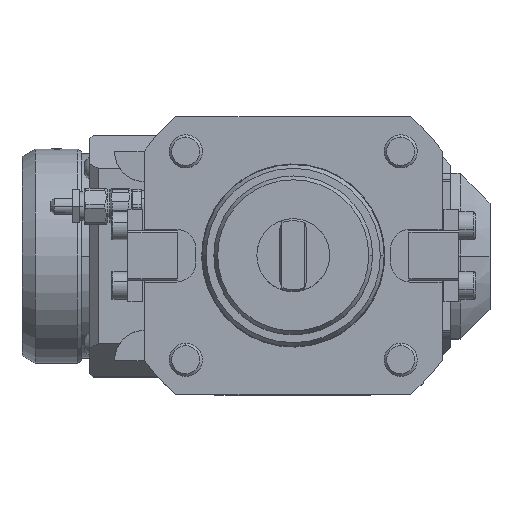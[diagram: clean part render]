
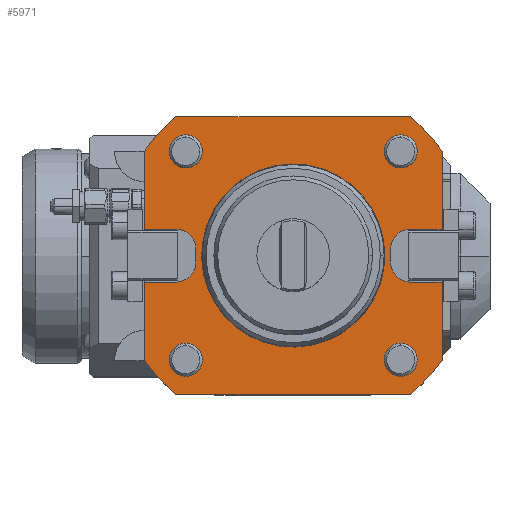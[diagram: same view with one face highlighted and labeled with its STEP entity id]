
A CAD part, top view. The second image highlights one B-rep face of the part: STEP entity #5971.
In plain terms, the highlighted planar face has unit normal (0, 0, 1).
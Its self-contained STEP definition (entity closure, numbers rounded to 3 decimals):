
#3590=CARTESIAN_POINT('',(45.,-8.,-0.));
#3591=VERTEX_POINT('',#3590);
#3598=CARTESIAN_POINT('',(45.,-31.623,-0.));
#3599=VERTEX_POINT('',#3598);
#3600=CARTESIAN_POINT('',(45.,-8.,-0.));
#3601=DIRECTION('',(0.,-1.,-0.));
#3602=VECTOR('',#3601,23.623);
#3603=LINE('',#3600,#3602);
#3604=EDGE_CURVE('',#3591,#3599,#3603,.T.);
#3645=CARTESIAN_POINT('',(45.,31.623,-0.));
#3646=VERTEX_POINT('',#3645);
#3653=CARTESIAN_POINT('',(45.,8.,-0.));
#3654=VERTEX_POINT('',#3653);
#3655=CARTESIAN_POINT('',(45.,31.623,-0.));
#3656=DIRECTION('',(0.,-1.,-0.));
#3657=VECTOR('',#3656,23.623);
#3658=LINE('',#3655,#3657);
#3659=EDGE_CURVE('',#3646,#3654,#3658,.T.);
#4580=CARTESIAN_POINT('',(-45.,8.,0.));
#4581=VERTEX_POINT('',#4580);
#4588=CARTESIAN_POINT('',(-45.,31.623,0.));
#4589=VERTEX_POINT('',#4588);
#4590=CARTESIAN_POINT('',(-45.,8.,0.));
#4591=DIRECTION('',(0.,1.,0.));
#4592=VECTOR('',#4591,23.623);
#4593=LINE('',#4590,#4592);
#4594=EDGE_CURVE('',#4581,#4589,#4593,.T.);
#4635=CARTESIAN_POINT('',(-45.,-31.623,0.));
#4636=VERTEX_POINT('',#4635);
#4643=CARTESIAN_POINT('',(-45.,-8.,0.));
#4644=VERTEX_POINT('',#4643);
#4645=CARTESIAN_POINT('',(-45.,-31.623,0.));
#4646=DIRECTION('',(0.,1.,0.));
#4647=VECTOR('',#4646,23.623);
#4648=LINE('',#4645,#4647);
#4649=EDGE_CURVE('',#4636,#4644,#4648,.T.);
#4928=CARTESIAN_POINT('',(32.5,-36.5,-0.));
#4929=VERTEX_POINT('',#4928);
#4936=CARTESIAN_POINT('',(32.5,-26.5,-0.));
#4937=VERTEX_POINT('',#4936);
#4938=CARTESIAN_POINT('',(32.5,-31.5,-0.));
#4939=DIRECTION('',(-0.,0.,-1.));
#4940=DIRECTION('',(-0.,-1.,-0.));
#4941=AXIS2_PLACEMENT_3D('',#4938,#4939,#4940);
#4942=CIRCLE('',#4941,5.);
#4943=EDGE_CURVE('',#4937,#4929,#4942,.T.);
#5122=CARTESIAN_POINT('',(32.5,26.5,-0.));
#5123=VERTEX_POINT('',#5122);
#5130=CARTESIAN_POINT('',(32.5,36.5,-0.));
#5131=VERTEX_POINT('',#5130);
#5132=CARTESIAN_POINT('',(32.5,31.5,-0.));
#5133=DIRECTION('',(-0.,0.,-1.));
#5134=DIRECTION('',(-0.,-1.,-0.));
#5135=AXIS2_PLACEMENT_3D('',#5132,#5133,#5134);
#5136=CIRCLE('',#5135,5.);
#5137=EDGE_CURVE('',#5131,#5123,#5136,.T.);
#5316=CARTESIAN_POINT('',(-32.5,26.5,0.));
#5317=VERTEX_POINT('',#5316);
#5324=CARTESIAN_POINT('',(-32.5,36.5,0.));
#5325=VERTEX_POINT('',#5324);
#5326=CARTESIAN_POINT('',(-32.5,31.5,0.));
#5327=DIRECTION('',(-0.,0.,-1.));
#5328=DIRECTION('',(-0.,-1.,-0.));
#5329=AXIS2_PLACEMENT_3D('',#5326,#5327,#5328);
#5330=CIRCLE('',#5329,5.);
#5331=EDGE_CURVE('',#5325,#5317,#5330,.T.);
#5510=CARTESIAN_POINT('',(-32.5,-36.5,0.));
#5511=VERTEX_POINT('',#5510);
#5518=CARTESIAN_POINT('',(-32.5,-26.5,0.));
#5519=VERTEX_POINT('',#5518);
#5520=CARTESIAN_POINT('',(-32.5,-31.5,0.));
#5521=DIRECTION('',(-0.,0.,-1.));
#5522=DIRECTION('',(-0.,-1.,-0.));
#5523=AXIS2_PLACEMENT_3D('',#5520,#5521,#5522);
#5524=CIRCLE('',#5523,5.);
#5525=EDGE_CURVE('',#5519,#5511,#5524,.T.);
#5772=CARTESIAN_POINT('',(0.,-0.,-0.));
#5773=DIRECTION('',(0.,-0.,1.));
#5774=DIRECTION('',(-0.,-1.,-0.));
#5775=AXIS2_PLACEMENT_3D('',#5772,#5773,#5774);
#5776=PLANE('',#5775);
#5777=CARTESIAN_POINT('',(35.5,-8.,-0.));
#5778=VERTEX_POINT('',#5777);
#5779=CARTESIAN_POINT('',(45.,-8.,-0.));
#5780=DIRECTION('',(-1.,0.,-0.));
#5781=VECTOR('',#5780,9.5);
#5782=LINE('',#5779,#5781);
#5783=EDGE_CURVE('',#3591,#5778,#5782,.T.);
#5784=ORIENTED_EDGE('',*,*,#5783,.T.);
#5785=CARTESIAN_POINT('',(29.4,-1.9,-0.));
#5786=VERTEX_POINT('',#5785);
#5787=CARTESIAN_POINT('',(35.5,-1.9,-0.));
#5788=DIRECTION('',(-0.,0.,-1.));
#5789=DIRECTION('',(-1.,0.,0.));
#5790=AXIS2_PLACEMENT_3D('',#5787,#5788,#5789);
#5791=CIRCLE('',#5790,6.1);
#5792=EDGE_CURVE('',#5778,#5786,#5791,.T.);
#5793=ORIENTED_EDGE('',*,*,#5792,.T.);
#5794=CARTESIAN_POINT('',(29.4,1.9,-0.));
#5795=VERTEX_POINT('',#5794);
#5796=CARTESIAN_POINT('',(29.4,-1.9,-0.));
#5797=DIRECTION('',(0.,1.,0.));
#5798=VECTOR('',#5797,3.8);
#5799=LINE('',#5796,#5798);
#5800=EDGE_CURVE('',#5786,#5795,#5799,.T.);
#5801=ORIENTED_EDGE('',*,*,#5800,.T.);
#5802=CARTESIAN_POINT('',(35.5,8.,-0.));
#5803=VERTEX_POINT('',#5802);
#5804=CARTESIAN_POINT('',(35.5,1.9,-0.));
#5805=DIRECTION('',(-0.,0.,-1.));
#5806=DIRECTION('',(0.,1.,0.));
#5807=AXIS2_PLACEMENT_3D('',#5804,#5805,#5806);
#5808=CIRCLE('',#5807,6.1);
#5809=EDGE_CURVE('',#5795,#5803,#5808,.T.);
#5810=ORIENTED_EDGE('',*,*,#5809,.T.);
#5811=CARTESIAN_POINT('',(35.5,8.,-0.));
#5812=DIRECTION('',(1.,0.,0.));
#5813=VECTOR('',#5812,9.5);
#5814=LINE('',#5811,#5813);
#5815=EDGE_CURVE('',#5803,#3654,#5814,.T.);
#5816=ORIENTED_EDGE('',*,*,#5815,.T.);
#5817=ORIENTED_EDGE('',*,*,#3659,.F.);
#5818=CARTESIAN_POINT('',(35.511,42.,-0.));
#5819=VERTEX_POINT('',#5818);
#5820=CARTESIAN_POINT('',(0.,0.,0.));
#5821=DIRECTION('',(0.,-0.,1.));
#5822=DIRECTION('',(-1.,0.,0.));
#5823=AXIS2_PLACEMENT_3D('',#5820,#5821,#5822);
#5824=CIRCLE('',#5823,55.);
#5825=EDGE_CURVE('',#3646,#5819,#5824,.T.);
#5826=ORIENTED_EDGE('',*,*,#5825,.T.);
#5827=CARTESIAN_POINT('',(-35.511,42.,0.));
#5828=VERTEX_POINT('',#5827);
#5829=CARTESIAN_POINT('',(-35.511,42.,0.));
#5830=DIRECTION('',(1.,0.,-0.));
#5831=VECTOR('',#5830,71.021);
#5832=LINE('',#5829,#5831);
#5833=EDGE_CURVE('',#5828,#5819,#5832,.T.);
#5834=ORIENTED_EDGE('',*,*,#5833,.F.);
#5835=CARTESIAN_POINT('',(0.,0.,0.));
#5836=DIRECTION('',(0.,-0.,1.));
#5837=DIRECTION('',(-1.,0.,0.));
#5838=AXIS2_PLACEMENT_3D('',#5835,#5836,#5837);
#5839=CIRCLE('',#5838,55.);
#5840=EDGE_CURVE('',#5828,#4589,#5839,.T.);
#5841=ORIENTED_EDGE('',*,*,#5840,.T.);
#5842=ORIENTED_EDGE('',*,*,#4594,.F.);
#5843=CARTESIAN_POINT('',(-35.5,8.,0.));
#5844=VERTEX_POINT('',#5843);
#5845=CARTESIAN_POINT('',(-45.,8.,0.));
#5846=DIRECTION('',(1.,0.,-0.));
#5847=VECTOR('',#5846,9.5);
#5848=LINE('',#5845,#5847);
#5849=EDGE_CURVE('',#4581,#5844,#5848,.T.);
#5850=ORIENTED_EDGE('',*,*,#5849,.T.);
#5851=CARTESIAN_POINT('',(-29.4,1.9,0.));
#5852=VERTEX_POINT('',#5851);
#5853=CARTESIAN_POINT('',(-35.5,1.9,0.));
#5854=DIRECTION('',(-0.,0.,-1.));
#5855=DIRECTION('',(1.,-0.,-0.));
#5856=AXIS2_PLACEMENT_3D('',#5853,#5854,#5855);
#5857=CIRCLE('',#5856,6.1);
#5858=EDGE_CURVE('',#5844,#5852,#5857,.T.);
#5859=ORIENTED_EDGE('',*,*,#5858,.T.);
#5860=CARTESIAN_POINT('',(-29.4,-1.9,0.));
#5861=VERTEX_POINT('',#5860);
#5862=CARTESIAN_POINT('',(-29.4,1.9,0.));
#5863=DIRECTION('',(0.,-1.,-0.));
#5864=VECTOR('',#5863,3.8);
#5865=LINE('',#5862,#5864);
#5866=EDGE_CURVE('',#5852,#5861,#5865,.T.);
#5867=ORIENTED_EDGE('',*,*,#5866,.T.);
#5868=CARTESIAN_POINT('',(-35.5,-8.,0.));
#5869=VERTEX_POINT('',#5868);
#5870=CARTESIAN_POINT('',(-35.5,-1.9,0.));
#5871=DIRECTION('',(-0.,0.,-1.));
#5872=DIRECTION('',(-0.,-1.,-0.));
#5873=AXIS2_PLACEMENT_3D('',#5870,#5871,#5872);
#5874=CIRCLE('',#5873,6.1);
#5875=EDGE_CURVE('',#5861,#5869,#5874,.T.);
#5876=ORIENTED_EDGE('',*,*,#5875,.T.);
#5877=CARTESIAN_POINT('',(-35.5,-8.,0.));
#5878=DIRECTION('',(-1.,0.,0.));
#5879=VECTOR('',#5878,9.5);
#5880=LINE('',#5877,#5879);
#5881=EDGE_CURVE('',#5869,#4644,#5880,.T.);
#5882=ORIENTED_EDGE('',*,*,#5881,.T.);
#5883=ORIENTED_EDGE('',*,*,#4649,.F.);
#5884=CARTESIAN_POINT('',(-35.511,-42.,0.));
#5885=VERTEX_POINT('',#5884);
#5886=CARTESIAN_POINT('',(0.,0.,0.));
#5887=DIRECTION('',(0.,-0.,1.));
#5888=DIRECTION('',(-1.,0.,0.));
#5889=AXIS2_PLACEMENT_3D('',#5886,#5887,#5888);
#5890=CIRCLE('',#5889,55.);
#5891=EDGE_CURVE('',#4636,#5885,#5890,.T.);
#5892=ORIENTED_EDGE('',*,*,#5891,.T.);
#5893=CARTESIAN_POINT('',(35.511,-42.,-0.));
#5894=VERTEX_POINT('',#5893);
#5895=CARTESIAN_POINT('',(35.511,-42.,-0.));
#5896=DIRECTION('',(-1.,0.,0.));
#5897=VECTOR('',#5896,71.021);
#5898=LINE('',#5895,#5897);
#5899=EDGE_CURVE('',#5894,#5885,#5898,.T.);
#5900=ORIENTED_EDGE('',*,*,#5899,.F.);
#5901=CARTESIAN_POINT('',(0.,0.,0.));
#5902=DIRECTION('',(0.,-0.,1.));
#5903=DIRECTION('',(-1.,0.,0.));
#5904=AXIS2_PLACEMENT_3D('',#5901,#5902,#5903);
#5905=CIRCLE('',#5904,55.);
#5906=EDGE_CURVE('',#5894,#3599,#5905,.T.);
#5907=ORIENTED_EDGE('',*,*,#5906,.T.);
#5908=ORIENTED_EDGE('',*,*,#3604,.F.);
#5909=EDGE_LOOP('',(#5784,#5793,#5801,#5810,#5816,#5817,#5826,#5834,#5841,#5842,#5850,#5859,#5867,#5876,#5882,#5883,#5892,#5900,#5907,#5908));
#5910=FACE_BOUND('',#5909,.T.);
#5911=ORIENTED_EDGE('',*,*,#4943,.T.);
#5912=CARTESIAN_POINT('',(32.5,-31.5,-0.));
#5913=DIRECTION('',(-0.,0.,-1.));
#5914=DIRECTION('',(-0.,-1.,-0.));
#5915=AXIS2_PLACEMENT_3D('',#5912,#5913,#5914);
#5916=CIRCLE('',#5915,5.);
#5917=EDGE_CURVE('',#4929,#4937,#5916,.T.);
#5918=ORIENTED_EDGE('',*,*,#5917,.T.);
#5919=EDGE_LOOP('',(#5911,#5918));
#5920=FACE_BOUND('',#5919,.T.);
#5921=ORIENTED_EDGE('',*,*,#5137,.T.);
#5922=CARTESIAN_POINT('',(32.5,31.5,-0.));
#5923=DIRECTION('',(-0.,0.,-1.));
#5924=DIRECTION('',(-0.,-1.,-0.));
#5925=AXIS2_PLACEMENT_3D('',#5922,#5923,#5924);
#5926=CIRCLE('',#5925,5.);
#5927=EDGE_CURVE('',#5123,#5131,#5926,.T.);
#5928=ORIENTED_EDGE('',*,*,#5927,.T.);
#5929=EDGE_LOOP('',(#5921,#5928));
#5930=FACE_BOUND('',#5929,.T.);
#5931=ORIENTED_EDGE('',*,*,#5331,.T.);
#5932=CARTESIAN_POINT('',(-32.5,31.5,0.));
#5933=DIRECTION('',(-0.,0.,-1.));
#5934=DIRECTION('',(-0.,-1.,-0.));
#5935=AXIS2_PLACEMENT_3D('',#5932,#5933,#5934);
#5936=CIRCLE('',#5935,5.);
#5937=EDGE_CURVE('',#5317,#5325,#5936,.T.);
#5938=ORIENTED_EDGE('',*,*,#5937,.T.);
#5939=EDGE_LOOP('',(#5931,#5938));
#5940=FACE_BOUND('',#5939,.T.);
#5941=ORIENTED_EDGE('',*,*,#5525,.T.);
#5942=CARTESIAN_POINT('',(-32.5,-31.5,0.));
#5943=DIRECTION('',(-0.,0.,-1.));
#5944=DIRECTION('',(-0.,-1.,-0.));
#5945=AXIS2_PLACEMENT_3D('',#5942,#5943,#5944);
#5946=CIRCLE('',#5945,5.);
#5947=EDGE_CURVE('',#5511,#5519,#5946,.T.);
#5948=ORIENTED_EDGE('',*,*,#5947,.T.);
#5949=EDGE_LOOP('',(#5941,#5948));
#5950=FACE_BOUND('',#5949,.T.);
#5951=CARTESIAN_POINT('',(27.5,-0.,-0.));
#5952=VERTEX_POINT('',#5951);
#5953=CARTESIAN_POINT('',(-27.5,0.,0.));
#5954=VERTEX_POINT('',#5953);
#5955=CARTESIAN_POINT('',(0.,-0.,0.));
#5956=DIRECTION('',(0.,-0.,1.));
#5957=DIRECTION('',(1.,-0.,-0.));
#5958=AXIS2_PLACEMENT_3D('',#5955,#5956,#5957);
#5959=CIRCLE('',#5958,27.5);
#5960=EDGE_CURVE('',#5952,#5954,#5959,.T.);
#5961=ORIENTED_EDGE('',*,*,#5960,.F.);
#5962=CARTESIAN_POINT('',(0.,-0.,0.));
#5963=DIRECTION('',(0.,-0.,1.));
#5964=DIRECTION('',(1.,-0.,-0.));
#5965=AXIS2_PLACEMENT_3D('',#5962,#5963,#5964);
#5966=CIRCLE('',#5965,27.5);
#5967=EDGE_CURVE('',#5954,#5952,#5966,.T.);
#5968=ORIENTED_EDGE('',*,*,#5967,.F.);
#5969=EDGE_LOOP('',(#5961,#5968));
#5970=FACE_BOUND('',#5969,.T.);
#5971=ADVANCED_FACE('',(#5910,#5920,#5930,#5940,#5950,#5970),#5776,.T.);
